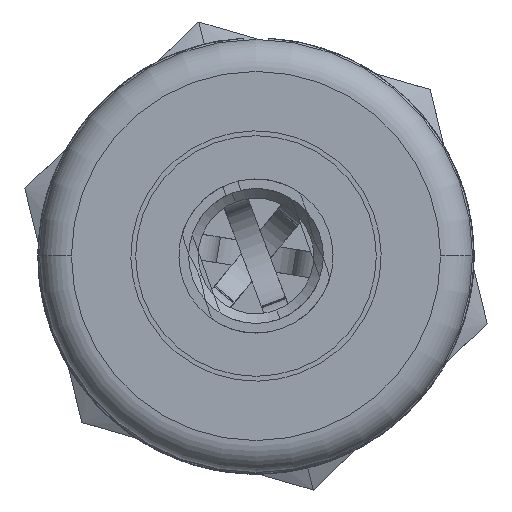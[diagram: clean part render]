
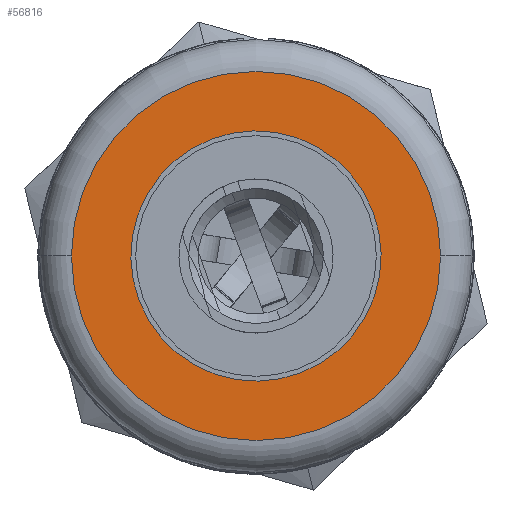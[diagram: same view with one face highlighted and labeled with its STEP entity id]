
A CAD part, left-side view. The second image highlights one B-rep face of the part: STEP entity #56816.
In plain terms, the highlighted planar face has unit normal (-1, 0, 0).
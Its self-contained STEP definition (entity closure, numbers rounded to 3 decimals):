
#249 = ORIENTED_EDGE ( 'NONE', *, *, #26246, .T. ) ;
#833 = CIRCLE ( 'NONE', #41554, 3.75 ) ;
#2596 = CARTESIAN_POINT ( 'NONE',  ( 0., 0., 0. ) ) ;
#4109 = DIRECTION ( 'NONE',  ( -1., 0., 0. ) ) ;
#4506 = CIRCLE ( 'NONE', #34517, 5.75 ) ;
#5485 = VERTEX_POINT ( 'NONE', #60520 ) ;
#6823 = PLANE ( 'NONE',  #29036 ) ;
#6857 = EDGE_LOOP ( 'NONE', ( #16233, #52770 ) ) ;
#8495 = AXIS2_PLACEMENT_3D ( 'NONE', #9460, #56217, #51508 ) ;
#8603 = CARTESIAN_POINT ( 'NONE',  ( 0., 0., 0. ) ) ;
#9460 = CARTESIAN_POINT ( 'NONE',  ( 0., 0., 0. ) ) ;
#10659 = CIRCLE ( 'NONE', #12817, 5.75 ) ;
#11031 = CARTESIAN_POINT ( 'NONE',  ( 0., 0., 5.75 ) ) ;
#11093 = DIRECTION ( 'NONE',  ( 0., 0., -1. ) ) ;
#11510 = CARTESIAN_POINT ( 'NONE',  ( 0., 0., -6.75 ) ) ;
#12817 = AXIS2_PLACEMENT_3D ( 'NONE', #25925, #17109, #58746 ) ;
#13540 = DIRECTION ( 'NONE',  ( 0., 0., 1. ) ) ;
#16233 = ORIENTED_EDGE ( 'NONE', *, *, #52437, .F. ) ;
#17109 = DIRECTION ( 'NONE',  ( -1., 0., 0. ) ) ;
#19031 = EDGE_CURVE ( 'NONE', #24687, #33821, #833, .T. ) ;
#24687 = VERTEX_POINT ( 'NONE', #42783 ) ;
#25925 = CARTESIAN_POINT ( 'NONE',  ( 0., 0., 0. ) ) ;
#26246 = EDGE_CURVE ( 'NONE', #5485, #37632, #10659, .T. ) ;
#29036 = AXIS2_PLACEMENT_3D ( 'NONE', #11510, #58278, #11093 ) ;
#30991 = EDGE_CURVE ( 'NONE', #37632, #5485, #4506, .T. ) ;
#31531 = FACE_BOUND ( 'NONE', #6857, .T. ) ;
#33821 = VERTEX_POINT ( 'NONE', #47382 ) ;
#34517 = AXIS2_PLACEMENT_3D ( 'NONE', #2596, #44290, #49572 ) ;
#37431 = FACE_OUTER_BOUND ( 'NONE', #44301, .T. ) ;
#37529 = CIRCLE ( 'NONE', #8495, 3.75 ) ;
#37632 = VERTEX_POINT ( 'NONE', #11031 ) ;
#41554 = AXIS2_PLACEMENT_3D ( 'NONE', #8603, #4109, #13540 ) ;
#42783 = CARTESIAN_POINT ( 'NONE',  ( 0., 0., -3.75 ) ) ;
#44290 = DIRECTION ( 'NONE',  ( -1., 0., 0. ) ) ;
#44301 = EDGE_LOOP ( 'NONE', ( #249, #57772 ) ) ;
#47382 = CARTESIAN_POINT ( 'NONE',  ( 0., 0., 3.75 ) ) ;
#49572 = DIRECTION ( 'NONE',  ( 0., 0., -1. ) ) ;
#51508 = DIRECTION ( 'NONE',  ( 0., 0., 1. ) ) ;
#52437 = EDGE_CURVE ( 'NONE', #33821, #24687, #37529, .T. ) ;
#52770 = ORIENTED_EDGE ( 'NONE', *, *, #19031, .F. ) ;
#56217 = DIRECTION ( 'NONE',  ( -1., 0., 0. ) ) ;
#56816 = ADVANCED_FACE ( 'NONE', ( #37431, #31531 ), #6823, .F. ) ;
#57772 = ORIENTED_EDGE ( 'NONE', *, *, #30991, .T. ) ;
#58278 = DIRECTION ( 'NONE',  ( 1., 0., 0. ) ) ;
#58746 = DIRECTION ( 'NONE',  ( 0., 0., -1. ) ) ;
#60520 = CARTESIAN_POINT ( 'NONE',  ( 0., 0., -5.75 ) ) ;
